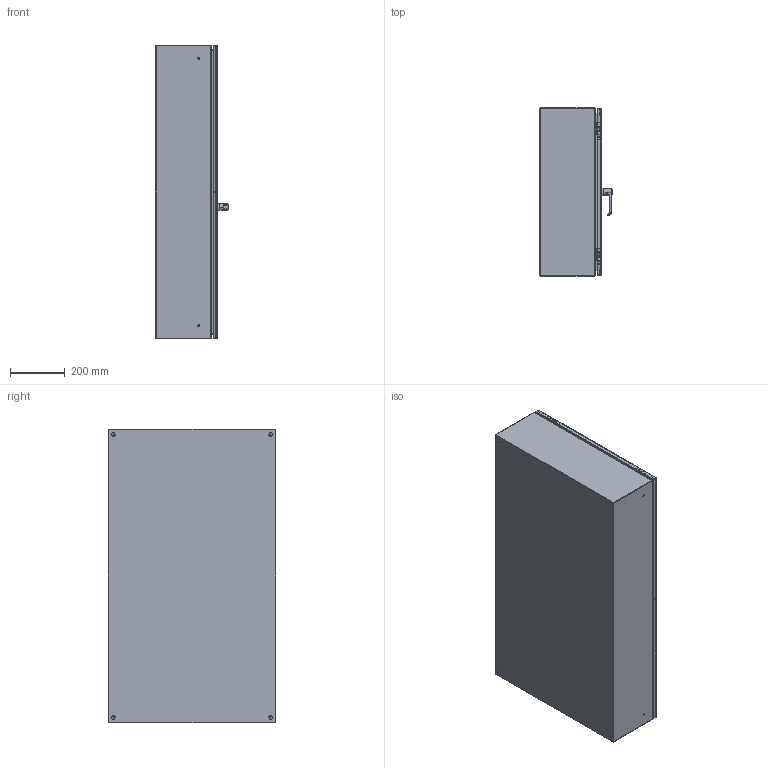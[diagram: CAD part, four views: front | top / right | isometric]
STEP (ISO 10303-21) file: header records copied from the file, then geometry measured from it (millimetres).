
FILE_DESCRIPTION (( 'STEP AP214' ), '1' );
FILE_NAME ('EN4TD24428LG.STEP', '2019-09-18T20:42:17', ( '' ), ( '' ), 'SwSTEP 2.0', 'SolidWorks 2018', '' );
FILE_SCHEMA (( 'AUTOMOTIVE_DESIGN' ));
Length unit declared in the file: inch
Products named in the file (1): EN4TD24428LG
Bounding box: 263.45 x 609.6 x 1066.8 mm (x, y, z)
Volume: 4716049.4 mm3; surface area: 4811335.2 mm2
Topology: 77 solids, 77 shells, 1935 faces, 4576 edges, 2859 vertices
Faces by surface type: plane 883, cylinder 714, bspline 254, torus 52, cone 32
Entity records: 110868 total; most frequent: CARTESIAN_POINT 41636, ORIENTED_EDGE 9078, DIRECTION 8613, EDGE_CURVE 4539, AXIS2_PLACEMENT_3D 3060, VERTEX_POINT 2859, LINE 2493, VECTOR 2493
